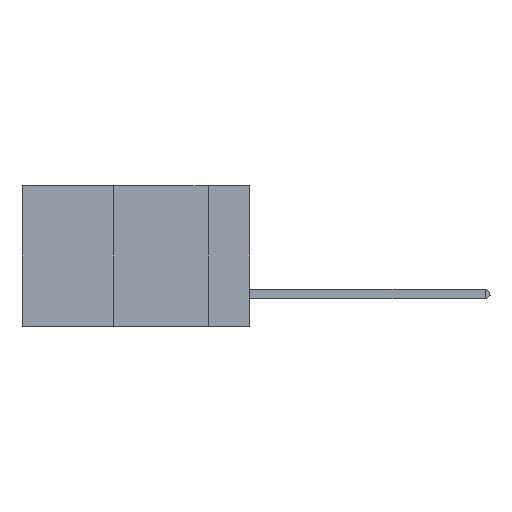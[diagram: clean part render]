
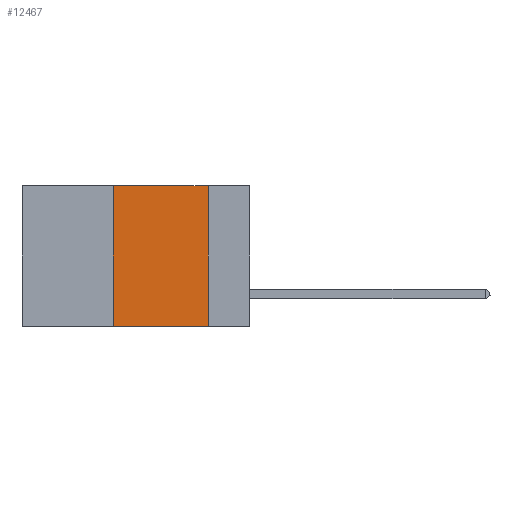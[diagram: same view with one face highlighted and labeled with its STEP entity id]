
A CAD part, left-side view. The second image highlights one B-rep face of the part: STEP entity #12467.
In plain terms, the highlighted planar face has unit normal (-1, 0, 0).
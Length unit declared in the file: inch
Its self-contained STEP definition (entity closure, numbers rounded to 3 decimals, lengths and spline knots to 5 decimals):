
#1507 = LINE ( 'NONE', #4636, #18530 ) ;
#1568 = DIRECTION ( 'NONE',  ( 0., 0., -1. ) ) ;
#2785 = DIRECTION ( 'NONE',  ( 0., 0., -1. ) ) ;
#3145 = DIRECTION ( 'NONE',  ( 0., 0., 1. ) ) ;
#3462 = CARTESIAN_POINT ( 'NONE',  ( 0., 0.11, -0.37 ) ) ;
#3860 = VERTEX_POINT ( 'NONE', #16080 ) ;
#4077 = EDGE_CURVE ( 'NONE', #10792, #19917, #1507, .T. ) ;
#4124 = DIRECTION ( 'NONE',  ( 0., -1., 0. ) ) ;
#4636 = CARTESIAN_POINT ( 'NONE',  ( 0., 0.6, 0. ) ) ;
#4947 = LINE ( 'NONE', #6737, #12740 ) ;
#5095 = VERTEX_POINT ( 'NONE', #3462 ) ;
#5217 = ORIENTED_EDGE ( 'NONE', *, *, #4077, .F. ) ;
#6737 = CARTESIAN_POINT ( 'NONE',  ( 0., 0.36, 0. ) ) ;
#7067 = VECTOR ( 'NONE', #4124, 39.37008 ) ;
#7333 = ORIENTED_EDGE ( 'NONE', *, *, #20374, .F. ) ;
#7820 = CARTESIAN_POINT ( 'NONE',  ( 0., 0.36, 0. ) ) ;
#9561 = AXIS2_PLACEMENT_3D ( 'NONE', #12203, #21356, #2785 ) ;
#10792 = VERTEX_POINT ( 'NONE', #7820 ) ;
#11620 = LINE ( 'NONE', #20439, #7067 ) ;
#11766 = ORIENTED_EDGE ( 'NONE', *, *, #18565, .F. ) ;
#12082 = PLANE ( 'NONE',  #9561 ) ;
#12203 = CARTESIAN_POINT ( 'NONE',  ( 0., 0.6, 0. ) ) ;
#12328 = CARTESIAN_POINT ( 'NONE',  ( 0., 0.11, 0. ) ) ;
#12467 = ADVANCED_FACE ( 'NONE', ( #13855 ), #12082, .F. ) ;
#12740 = VECTOR ( 'NONE', #3145, 39.37008 ) ;
#13855 = FACE_OUTER_BOUND ( 'NONE', #18540, .T. ) ;
#15864 = CARTESIAN_POINT ( 'NONE',  ( 0., 0.11, 0. ) ) ;
#16080 = CARTESIAN_POINT ( 'NONE',  ( 0., 0.36, -0.37 ) ) ;
#16596 = VECTOR ( 'NONE', #1568, 39.37008 ) ;
#17021 = ORIENTED_EDGE ( 'NONE', *, *, #19526, .T. ) ;
#17886 = LINE ( 'NONE', #15864, #16596 ) ;
#18530 = VECTOR ( 'NONE', #19165, 39.37008 ) ;
#18540 = EDGE_LOOP ( 'NONE', ( #7333, #5217, #11766, #17021 ) ) ;
#18565 = EDGE_CURVE ( 'NONE', #3860, #10792, #4947, .T. ) ;
#19165 = DIRECTION ( 'NONE',  ( 0., -1., 0. ) ) ;
#19526 = EDGE_CURVE ( 'NONE', #3860, #5095, #11620, .T. ) ;
#19917 = VERTEX_POINT ( 'NONE', #12328 ) ;
#20374 = EDGE_CURVE ( 'NONE', #19917, #5095, #17886, .T. ) ;
#20439 = CARTESIAN_POINT ( 'NONE',  ( 0., 0.6, -0.37 ) ) ;
#21356 = DIRECTION ( 'NONE',  ( 1., 0., 0. ) ) ;
